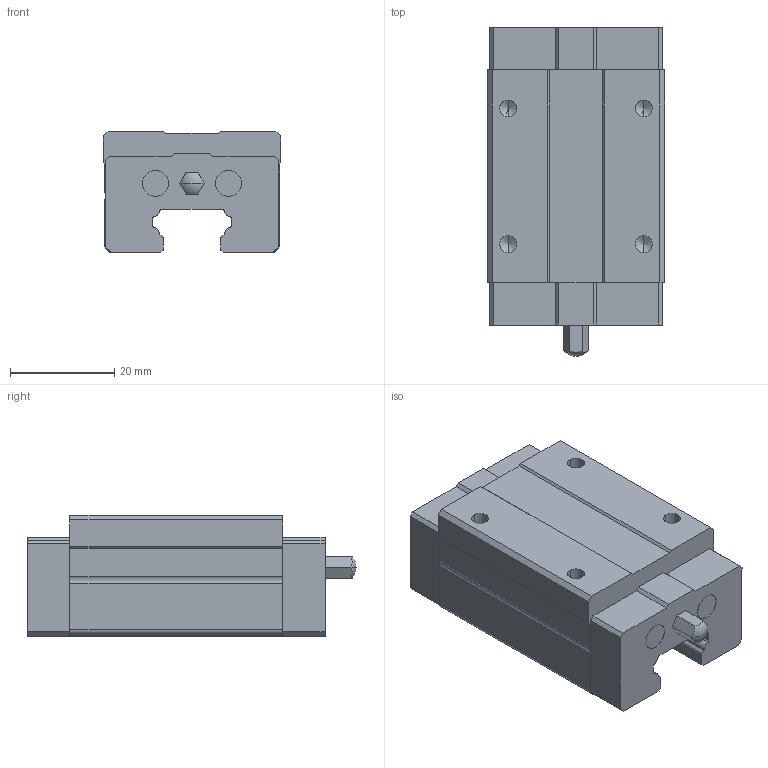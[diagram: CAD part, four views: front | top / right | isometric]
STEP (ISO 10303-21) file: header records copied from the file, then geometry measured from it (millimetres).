
FILE_DESCRIPTION (( 'STEP AP203' ), '1' );
FILE_NAME ('H15RSSG0.step', '2021-02-18T17:45:51', ( '' ), ( '' ), 'SwSTEP 2.0', 'SolidWorks 2019', '' );
FILE_SCHEMA (( 'CONFIG_CONTROL_DESIGN' ));
Length unit declared in the file: millimetre
Products named in the file (1): H15RSSG0
Bounding box: 34 x 63 x 23.3 mm (x, y, z)
Volume: 35452.6 mm3; surface area: 9160.8 mm2
Topology: 2 solids, 2 shells, 124 faces, 326 edges, 209 vertices
Faces by surface type: plane 67, cylinder 45, cone 10, sphere 2
Entity records: 3845 total; most frequent: DIRECTION 668, CARTESIAN_POINT 652, ORIENTED_EDGE 636, EDGE_CURVE 318, AXIS2_PLACEMENT_3D 225, LINE 218, VECTOR 218, VERTEX_POINT 209
